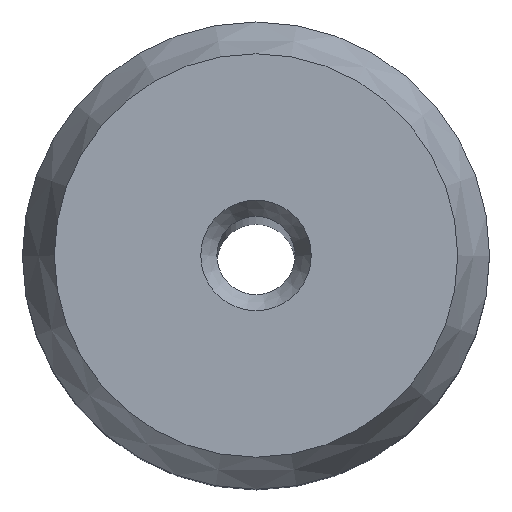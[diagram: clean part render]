
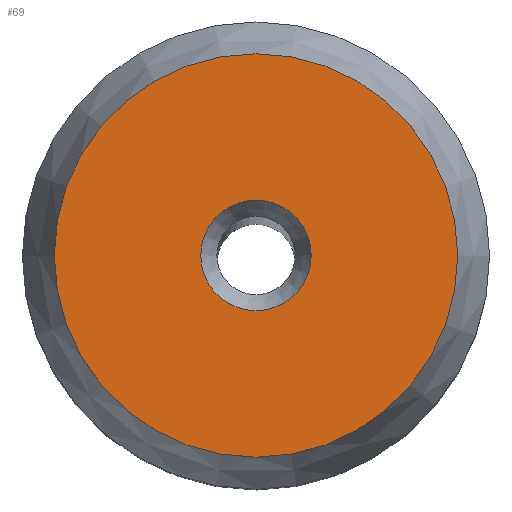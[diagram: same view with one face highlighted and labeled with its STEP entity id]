
A CAD part, top view. The second image highlights one B-rep face of the part: STEP entity #69.
In plain terms, the highlighted planar face has unit normal (0, 0, 1).
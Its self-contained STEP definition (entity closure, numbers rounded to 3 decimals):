
#57=PLANE('',#808);
#69=ADVANCED_FACE('',(#104,#105),#57,.F.);
#104=FACE_BOUND('',#138,.T.);
#105=FACE_BOUND('',#139,.T.);
#138=EDGE_LOOP('',(#180));
#139=EDGE_LOOP('',(#181));
#180=ORIENTED_EDGE('',*,*,#292,.F.);
#181=ORIENTED_EDGE('',*,*,#288,.T.);
#256=VERTEX_POINT('',#1082);
#260=VERTEX_POINT('',#1092);
#288=EDGE_CURVE('',#256,#256,#328,.T.);
#292=EDGE_CURVE('',#260,#260,#332,.T.);
#328=CIRCLE('',#801,4.38);
#332=CIRCLE('',#807,1.2);
#801=AXIS2_PLACEMENT_3D('',#1081,#907,#908);
#807=AXIS2_PLACEMENT_3D('',#1091,#919,#920);
#808=AXIS2_PLACEMENT_3D('',#1093,#921,#922);
#907=DIRECTION('',(0.,0.,1.));
#908=DIRECTION('',(-1.,0.,0.));
#919=DIRECTION('',(0.,0.,1.));
#920=DIRECTION('',(-1.,0.,0.));
#921=DIRECTION('',(0.,0.,-1.));
#922=DIRECTION('',(-1.,0.,0.));
#1081=CARTESIAN_POINT('',(0.,0.,100.));
#1082=CARTESIAN_POINT('',(-4.38,0.,100.));
#1091=CARTESIAN_POINT('',(0.,0.,100.));
#1092=CARTESIAN_POINT('',(-1.2,0.,100.));
#1093=CARTESIAN_POINT('',(0.,0.,100.));
